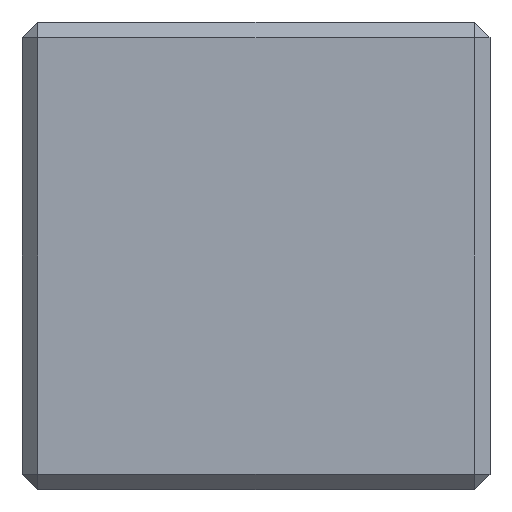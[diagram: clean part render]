
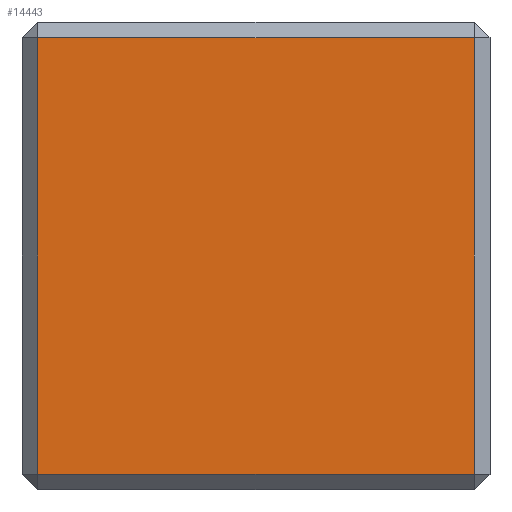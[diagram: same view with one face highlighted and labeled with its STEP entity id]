
A CAD part, left-side view. The second image highlights one B-rep face of the part: STEP entity #14443.
In plain terms, the highlighted planar face has unit normal (-1, 0, 0).
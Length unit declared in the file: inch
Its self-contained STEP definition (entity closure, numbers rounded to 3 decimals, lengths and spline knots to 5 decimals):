
#380=PLANE('',#15292);
#1462=FACE_OUTER_BOUND('',#2303,.T.);
#2303=EDGE_LOOP('',(#10546,#10547,#10548,#10549));
#3422=LINE('',#22448,#4968);
#3423=LINE('',#22450,#4969);
#3424=LINE('',#22452,#4970);
#3425=LINE('',#22453,#4971);
#4968=VECTOR('',#16313,39.37008);
#4969=VECTOR('',#16314,39.37008);
#4970=VECTOR('',#16315,39.37008);
#4971=VECTOR('',#16316,39.37008);
#6801=VERTEX_POINT('',#22446);
#6802=VERTEX_POINT('',#22447);
#6803=VERTEX_POINT('',#22449);
#6804=VERTEX_POINT('',#22451);
#8334=EDGE_CURVE('',#6801,#6802,#3422,.T.);
#8335=EDGE_CURVE('',#6802,#6803,#3423,.T.);
#8336=EDGE_CURVE('',#6803,#6804,#3424,.T.);
#8337=EDGE_CURVE('',#6804,#6801,#3425,.T.);
#10546=ORIENTED_EDGE('',*,*,#8334,.T.);
#10547=ORIENTED_EDGE('',*,*,#8335,.T.);
#10548=ORIENTED_EDGE('',*,*,#8336,.T.);
#10549=ORIENTED_EDGE('',*,*,#8337,.T.);
#14443=ADVANCED_FACE('',(#1462),#380,.F.);
#15292=AXIS2_PLACEMENT_3D('',#22445,#16311,#16312);
#16311=DIRECTION('center_axis',(1.,0.,0.));
#16312=DIRECTION('ref_axis',(0.,-1.,0.));
#16313=DIRECTION('',(0.,0.,1.));
#16314=DIRECTION('',(0.,1.,0.));
#16315=DIRECTION('',(0.,0.,-1.));
#16316=DIRECTION('',(0.,-1.,0.));
#22445=CARTESIAN_POINT('Origin',(-0.75,0.75,-0.75));
#22446=CARTESIAN_POINT('',(-0.75,-0.7,-0.7));
#22447=CARTESIAN_POINT('',(-0.75,-0.7,0.7));
#22448=CARTESIAN_POINT('',(-0.75,-0.7,-0.75));
#22449=CARTESIAN_POINT('',(-0.75,0.7,0.7));
#22450=CARTESIAN_POINT('',(-0.75,0.75,0.7));
#22451=CARTESIAN_POINT('',(-0.75,0.7,-0.7));
#22452=CARTESIAN_POINT('',(-0.75,0.7,-0.75));
#22453=CARTESIAN_POINT('',(-0.75,-0.7,-0.7));
